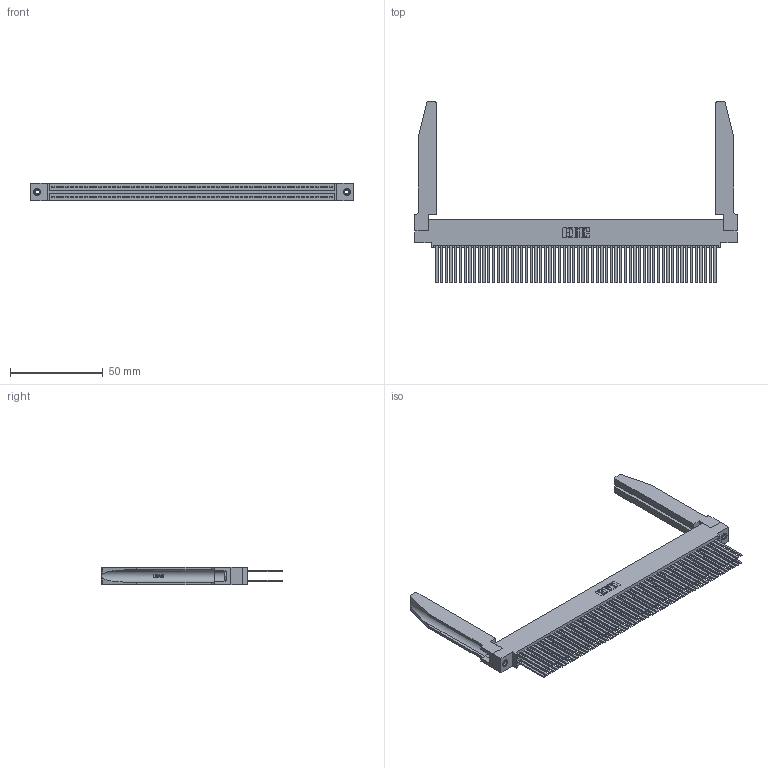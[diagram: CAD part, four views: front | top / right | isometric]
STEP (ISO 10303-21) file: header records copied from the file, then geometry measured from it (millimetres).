
FILE_DESCRIPTION (( 'STEP AP203' ), '1' );
FILE_NAME ('395-120-544-578.STEP', '2019-10-28T05:20:12', ( '' ), ( '' ), 'SwSTEP 2.0', 'SolidWorks 2016', '' );
FILE_SCHEMA (( 'CONFIG_CONTROL_DESIGN' ));
Length unit declared in the file: inch
Products named in the file (5): 395-120-544-578; 345 Part_0.110 Offset - 0.156 Dia-TH; 345-292-001_345-293-144; 345-250-001_345-250-001-102; 345-220-078_345-220-078
Assembly tree (125 placements, depth 2):
  395-120-544-578
    345 Part_0.110 Offset - 0.156 Dia-TH
    345-292-001_345-293-144  x120
    345-250-001_345-250-001-102  x2
    345-220-078_345-220-078  x2
Bounding box: 173.63 x 97.71 x 9.4 mm (x, y, z)
Volume: 26413.3 mm3; surface area: 39767.6 mm2
Topology: 125 solids, 125 shells, 5644 faces, 16681 edges, 10950 vertices
Faces by surface type: plane 3706, cylinder 1886, bspline 36, cone 12, torus 4
Entity records: 49342 total; most frequent: CARTESIAN_POINT 9171, ORIENTED_EDGE 8002, DIRECTION 7055, EDGE_CURVE 4001, LINE 3539, VECTOR 3539, VERTEX_POINT 2660, AXIS2_PLACEMENT_3D 1758
